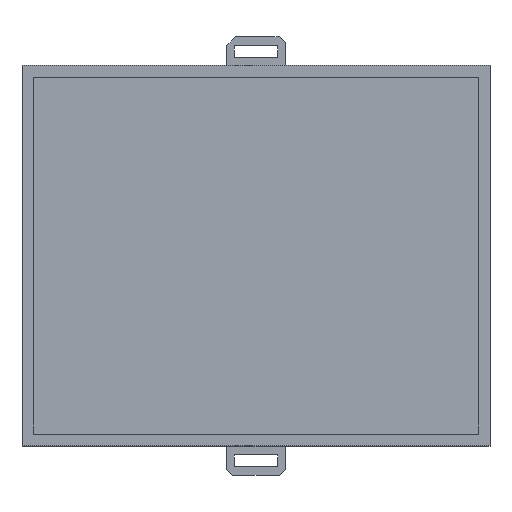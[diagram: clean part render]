
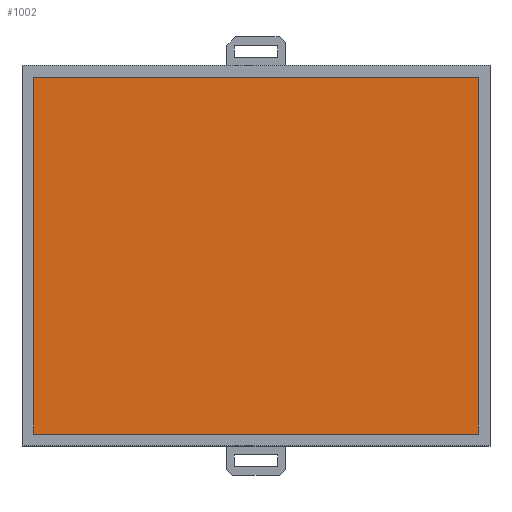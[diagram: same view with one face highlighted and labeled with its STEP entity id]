
A CAD part, top view. The second image highlights one B-rep face of the part: STEP entity #1002.
In plain terms, the highlighted planar face has unit normal (0, 0, 1).
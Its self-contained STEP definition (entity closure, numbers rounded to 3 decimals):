
#908 = VERTEX_POINT('',#909);
#909 = CARTESIAN_POINT('',(-38.,-30.5,3.));
#917 = VERTEX_POINT('',#918);
#918 = CARTESIAN_POINT('',(38.,-30.5,3.));
#924 = EDGE_CURVE('',#908,#917,#925,.T.);
#925 = LINE('',#926,#927);
#926 = CARTESIAN_POINT('',(-38.,-30.5,3.));
#927 = VECTOR('',#928,1.);
#928 = DIRECTION('',(1.,0.,0.));
#944 = VERTEX_POINT('',#945);
#945 = CARTESIAN_POINT('',(38.,30.5,3.));
#951 = EDGE_CURVE('',#917,#944,#952,.T.);
#952 = LINE('',#953,#954);
#953 = CARTESIAN_POINT('',(38.,-30.5,3.));
#954 = VECTOR('',#955,1.);
#955 = DIRECTION('',(0.,1.,0.));
#968 = VERTEX_POINT('',#969);
#969 = CARTESIAN_POINT('',(-38.,30.5,3.));
#975 = EDGE_CURVE('',#944,#968,#976,.T.);
#976 = LINE('',#977,#978);
#977 = CARTESIAN_POINT('',(38.,30.5,3.));
#978 = VECTOR('',#979,1.);
#979 = DIRECTION('',(-1.,0.,0.));
#992 = EDGE_CURVE('',#968,#908,#993,.T.);
#993 = LINE('',#994,#995);
#994 = CARTESIAN_POINT('',(-38.,30.5,3.));
#995 = VECTOR('',#996,1.);
#996 = DIRECTION('',(0.,-1.,0.));
#1002 = ADVANCED_FACE('',(#1003),#1009,.T.);
#1003 = FACE_BOUND('',#1004,.T.);
#1004 = EDGE_LOOP('',(#1005,#1006,#1007,#1008));
#1005 = ORIENTED_EDGE('',*,*,#992,.T.);
#1006 = ORIENTED_EDGE('',*,*,#924,.T.);
#1007 = ORIENTED_EDGE('',*,*,#951,.T.);
#1008 = ORIENTED_EDGE('',*,*,#975,.T.);
#1009 = PLANE('',#1010);
#1010 = AXIS2_PLACEMENT_3D('',#1011,#1012,#1013);
#1011 = CARTESIAN_POINT('',(0.005,-0.032,3.));
#1012 = DIRECTION('',(0.,0.,1.));
#1013 = DIRECTION('',(1.,0.,0.));
